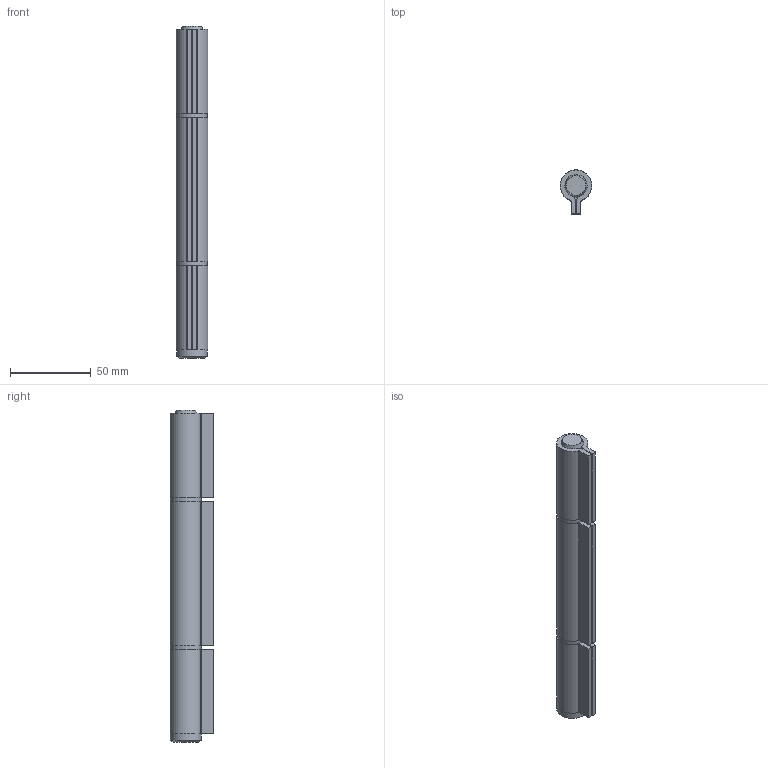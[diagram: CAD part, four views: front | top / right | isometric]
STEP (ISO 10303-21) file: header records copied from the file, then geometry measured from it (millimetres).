
FILE_DESCRIPTION(/* description */ ('415-200 - CERNIERA'),/* implementation_level */ '2;1');
FILE_NAME(/* name */ '11605520.stp',/* time_stamp */ '2023-12-06T14:12:16+01:00',/* author */ ('gcocco'),/* organization */ (''),/* preprocessor_version */ 'ST-DEVELOPER v19.2',/* originating_system */ 'Autodesk Inventor 2023',/* authorisation */ '');
FILE_SCHEMA (('AUTOMOTIVE_DESIGN { 1 0 10303 214 3 1 1 }'));
Length unit declared in the file: millimetre
Products named in the file (5): 11605520; 23000110; 21000810  001; 28303017  001; 28303018  001
Assembly tree (6 placements, depth 2):
  11605520
    23000110  x2
    21000810  001
    28303017  001  x2
    28303018  001
Bounding box: 19.4 x 27 x 205 mm (x, y, z)
Volume: 66834.2 mm3; surface area: 43725.2 mm2
Topology: 6 solids, 8 shells, 539 faces, 1416 edges, 946 vertices
Faces by surface type: plane 421, cylinder 92, bspline 24, cone 2
Full cylindrical faces by diameter (mm): 13.6 x1, 14 x2, 19 x3
Entity records: 11973 total; most frequent: CARTESIAN_POINT 2713, DIRECTION 1910, ORIENTED_EDGE 1884, EDGE_CURVE 944, AXIS2_PLACEMENT_3D 659, VERTEX_POINT 630, LINE 592, VECTOR 592
